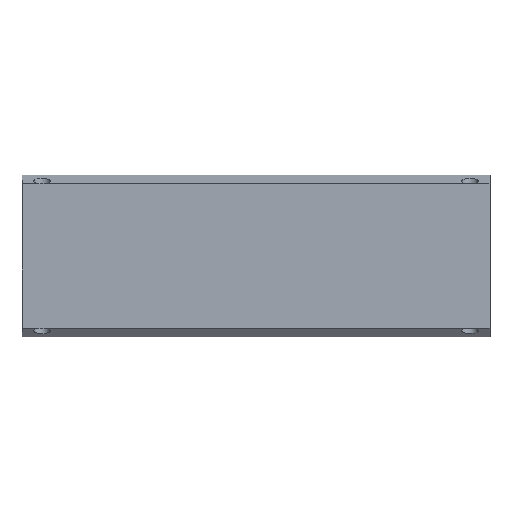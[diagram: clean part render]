
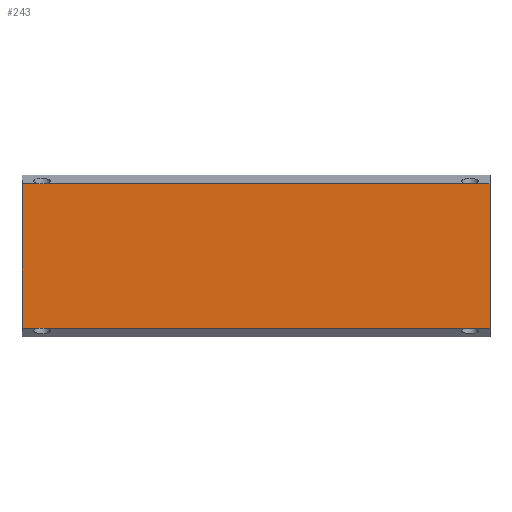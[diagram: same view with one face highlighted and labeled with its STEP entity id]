
A CAD part, top view. The second image highlights one B-rep face of the part: STEP entity #243.
In plain terms, the highlighted planar face has unit normal (0, 0, 1).
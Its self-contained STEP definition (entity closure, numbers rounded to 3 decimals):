
#19=PLANE('',#279);
#29=FACE_OUTER_BOUND('',#39,.T.);
#39=EDGE_LOOP('',(#211,#212,#213,#214));
#47=LINE('',#388,#71);
#54=LINE('',#400,#78);
#59=LINE('',#409,#83);
#63=LINE('',#416,#87);
#71=VECTOR('',#319,10.);
#78=VECTOR('',#328,10.);
#83=VECTOR('',#335,10.);
#87=VECTOR('',#343,10.);
#116=VERTEX_POINT('',#385);
#117=VERTEX_POINT('',#387);
#120=VERTEX_POINT('',#397);
#121=VERTEX_POINT('',#399);
#143=EDGE_CURVE('',#116,#117,#47,.T.);
#150=EDGE_CURVE('',#120,#121,#54,.T.);
#155=EDGE_CURVE('',#116,#121,#59,.T.);
#159=EDGE_CURVE('',#120,#117,#63,.T.);
#211=ORIENTED_EDGE('',*,*,#155,.T.);
#212=ORIENTED_EDGE('',*,*,#150,.F.);
#213=ORIENTED_EDGE('',*,*,#159,.T.);
#214=ORIENTED_EDGE('',*,*,#143,.F.);
#243=ADVANCED_FACE('',(#29),#19,.F.);
#279=AXIS2_PLACEMENT_3D('',#415,#341,#342);
#319=DIRECTION('',(1.,0.,0.));
#328=DIRECTION('',(-1.,0.,0.));
#335=DIRECTION('',(0.,-1.,0.));
#341=DIRECTION('center_axis',(0.,0.,-1.));
#342=DIRECTION('ref_axis',(-1.,0.,0.));
#343=DIRECTION('',(0.,1.,0.));
#385=CARTESIAN_POINT('',(5.,25.816,7.6));
#387=CARTESIAN_POINT('',(75.,25.816,7.6));
#388=CARTESIAN_POINT('',(80.,25.816,7.6));
#397=CARTESIAN_POINT('',(75.,4.184,7.6));
#399=CARTESIAN_POINT('',(5.,4.184,7.6));
#400=CARTESIAN_POINT('',(40.,4.184,7.6));
#409=CARTESIAN_POINT('',(5.,9.592,7.6));
#415=CARTESIAN_POINT('Origin',(80.,4.184,7.6));
#416=CARTESIAN_POINT('',(75.,9.592,7.6));
